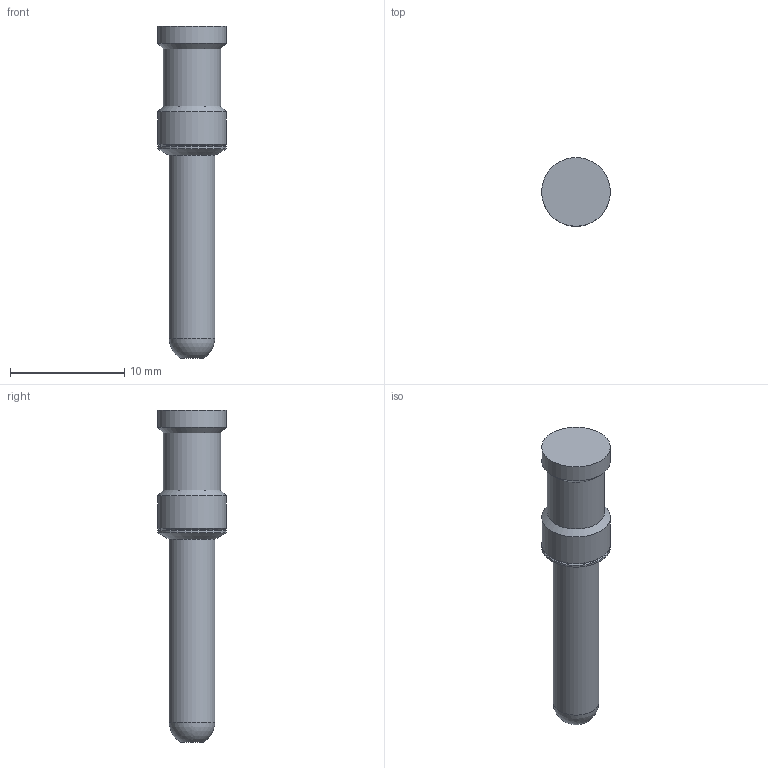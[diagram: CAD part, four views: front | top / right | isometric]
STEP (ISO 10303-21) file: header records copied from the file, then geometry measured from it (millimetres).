
FILE_DESCRIPTION(/* description */ (''),/* implementation_level */ '2;1');
FILE_NAME(/* name */ 'C3D_N_01_040_0013_1.stp',/* time_stamp */ '2016-03-01T15:42:14+01:00',/* author */ (''),/* organization */ (''),/* preprocessor_version */ 'ST-DEVELOPER v15',/* originating_system */ 'SIEMENS PLM Software NX 9.0',/* authorisation */ '');
FILE_SCHEMA (('CONFIG_CONTROL_DESIGN'));
Length unit declared in the file: millimetre
Products named in the file (1): n 01 040 0013nxm001-04
Bounding box: 6 x 6 x 29 mm (x, y, z)
Volume: 483.8 mm3; surface area: 465.4 mm2
Topology: 1 solids, 1 shells, 13 faces, 24 edges, 13 vertices
Faces by surface type: cylinder 5, cone 5, plane 2, sphere 1
Full cylindrical faces by diameter (mm): 4 x1, 5 x1, 6 x3
Entity records: 338 total; most frequent: DIRECTION 52, CARTESIAN_POINT 38, AXIS2_PLACEMENT_3D 26, EDGE_LOOP 24, ORIENTED_EDGE 24, FACE_BOUND 22, ADVANCED_FACE 13, VERTEX_POINT 12
